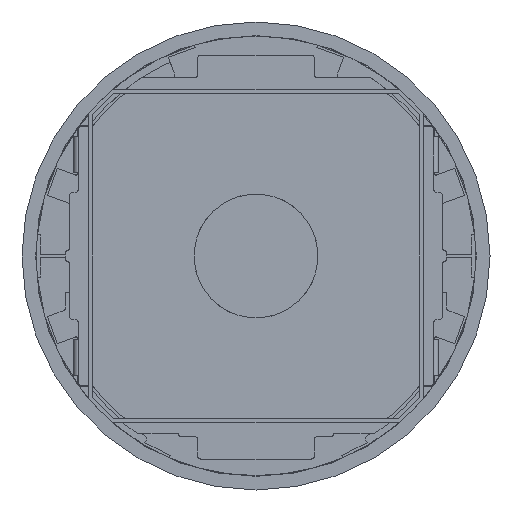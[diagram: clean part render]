
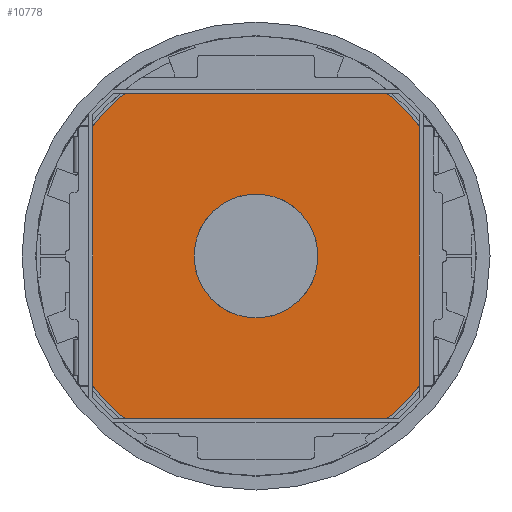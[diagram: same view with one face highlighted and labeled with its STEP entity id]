
A CAD part, front view. The second image highlights one B-rep face of the part: STEP entity #10778.
In plain terms, the highlighted planar face has unit normal (0, -1, 0).
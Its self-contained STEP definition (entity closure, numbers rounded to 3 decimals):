
#10352=CARTESIAN_POINT('',(0.,-12.,0.));
#10353=DIRECTION('',(0.,-1.,0.));
#10354=DIRECTION('',(0.,0.,1.));
#10355=AXIS2_PLACEMENT_3D('',#10352,#10353,#10354);
#10357=CARTESIAN_POINT('',(0.,-12.,0.));
#10358=DIRECTION('',(0.,-1.,0.));
#10359=DIRECTION('',(0.,0.,-1.));
#10360=AXIS2_PLACEMENT_3D('',#10357,#10358,#10359);
#10362=CARTESIAN_POINT('',(0.,-12.,0.));
#10363=DIRECTION('',(0.,1.,0.));
#10364=DIRECTION('',(0.,0.,1.));
#10365=AXIS2_PLACEMENT_3D('',#10362,#10363,#10364);
#10367=CARTESIAN_POINT('',(0.,-12.,0.));
#10368=DIRECTION('',(0.,1.,0.));
#10369=DIRECTION('',(0.,0.,-1.));
#10370=AXIS2_PLACEMENT_3D('',#10367,#10368,#10369);
#10491=CARTESIAN_POINT('',(0.,-12.,-43.));
#10493=VERTEX_POINT('',#10491);
#10494=CARTESIAN_POINT('',(0.,-12.,43.));
#10495=VERTEX_POINT('',#10494);
#10504=CARTESIAN_POINT('',(0.,-12.,-148.));
#10505=CARTESIAN_POINT('',(0.,-12.,148.));
#10506=VERTEX_POINT('',#10504);
#10507=VERTEX_POINT('',#10505);
#10763=CARTESIAN_POINT('',(0.,-12.,0.));
#10764=DIRECTION('',(0.,-1.,0.));
#10765=DIRECTION('',(0.,0.,-1.));
#10766=AXIS2_PLACEMENT_3D('',#10763,#10764,#10765);
#10767=PLANE('',#10766);
#10769=ORIENTED_EDGE('',*,*,#10768,.F.);
#10771=ORIENTED_EDGE('',*,*,#10770,.F.);
#10772=EDGE_LOOP('',(#10769,#10771));
#10773=FACE_OUTER_BOUND('',#10772,.F.);
#10774=ORIENTED_EDGE('',*,*,#10745,.F.);
#10775=ORIENTED_EDGE('',*,*,#10755,.F.);
#10776=EDGE_LOOP('',(#10774,#10775));
#10777=FACE_BOUND('',#10776,.F.);
#10356=CIRCLE('',#10355,148.);
#10361=CIRCLE('',#10360,148.);
#10366=CIRCLE('',#10365,43.);
#10371=CIRCLE('',#10370,43.);
#10745=EDGE_CURVE('',#10495,#10493,#10366,.T.);
#10755=EDGE_CURVE('',#10493,#10495,#10371,.T.);
#10768=EDGE_CURVE('',#10507,#10506,#10356,.T.);
#10770=EDGE_CURVE('',#10506,#10507,#10361,.T.);
#10778=ADVANCED_FACE('',(#10773,#10777),#10767,.T.);
